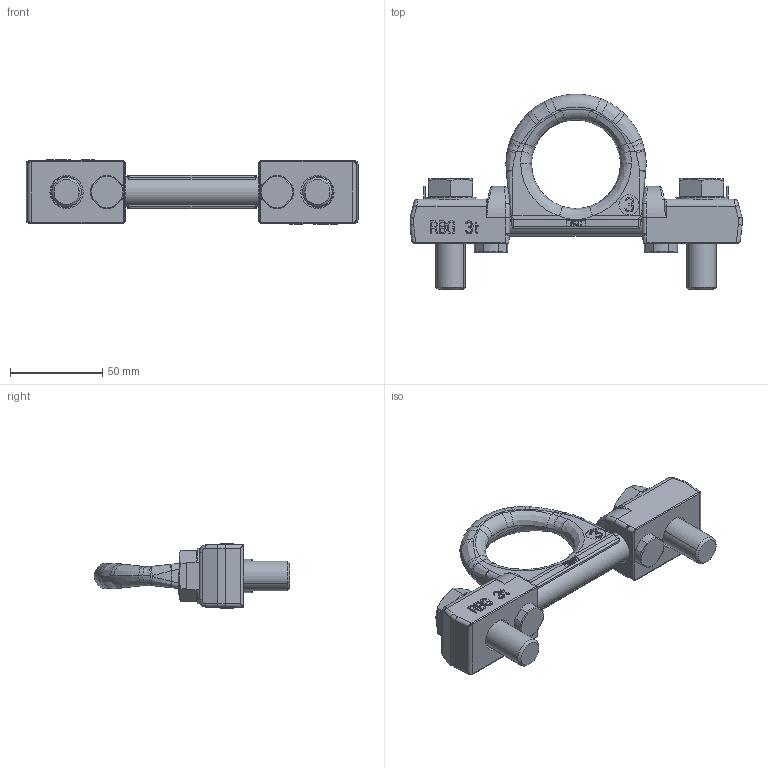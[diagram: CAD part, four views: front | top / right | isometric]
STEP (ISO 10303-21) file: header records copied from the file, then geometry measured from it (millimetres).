
FILE_DESCRIPTION((''),'2;1');
FILE_NAME('001-M31971-P-1_ASM','2006-02-23T',('jakubetz'),(''),'PRO/ENGINEER BY PARAMETRIC TECHNOLOGY CORPORATION, 2001400','PRO/ENGINEER BY PARAMETRIC TECHNOLOGY CORPORATION, 2001400','');
FILE_SCHEMA(('CONFIG_CONTROL_DESIGN'));
Length unit declared in the file: millimetre
Products named in the file (5): 001-M04464-P-2; 001-M31971-P-1; 001-M31971-P-2; 001-M31120-V05; 001-M31971-P-1_ASM
Assembly tree (7 placements, depth 2):
  001-M31971-P-1_ASM
    001-M04464-P-2
    001-M31971-P-1  x2
    001-M31971-P-2  x2
    001-M31120-V05  x2
Bounding box: 180 x 105.9 x 35 mm (x, y, z)
Volume: 146865.7 mm3; surface area: 46789.2 mm2
Topology: 7 solids, 9 shells, 1523 faces, 4139 edges, 2684 vertices
Faces by surface type: plane 1219, cylinder 125, bspline 113, torus 34, cone 24, sphere 8
Entity records: 32110 total; most frequent: CARTESIAN_POINT 9996, ORIENTED_EDGE 4912, DIRECTION 3950, EDGE_CURVE 2458, VECTOR 1986, LINE 1986, VERTEX_POINT 1586, AXIS2_PLACEMENT_3D 982
